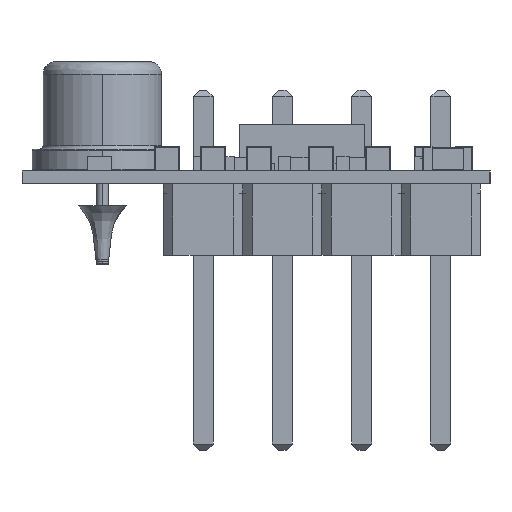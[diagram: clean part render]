
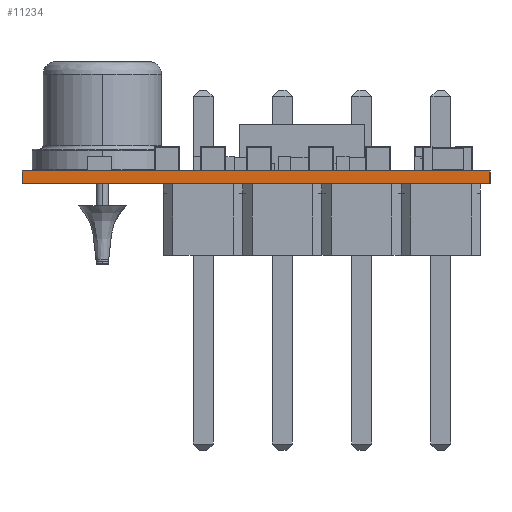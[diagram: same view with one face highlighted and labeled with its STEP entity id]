
A CAD part, left-side view. The second image highlights one B-rep face of the part: STEP entity #11234.
In plain terms, the highlighted planar face has unit normal (-1, 0, 0).
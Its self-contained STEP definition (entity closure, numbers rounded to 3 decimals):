
#2430 = DIRECTION ( 'NONE',  ( 0., 0., 1. ) ) ;
#3995 = CARTESIAN_POINT ( 'NONE',  ( 0., 15., 0.411 ) ) ;
#5449 = CARTESIAN_POINT ( 'NONE',  ( 0., 15., 0. ) ) ;
#5646 = PLANE ( 'NONE',  #28774 ) ;
#6999 = DIRECTION ( 'NONE',  ( 1., 0., 0. ) ) ;
#9144 = VECTOR ( 'NONE', #47699, 1000. ) ;
#9203 = EDGE_LOOP ( 'NONE', ( #31355, #48506, #14516, #38736 ) ) ;
#10085 = LINE ( 'NONE', #27090, #51496 ) ;
#10788 = VECTOR ( 'NONE', #2430, 1000. ) ;
#11234 = ADVANCED_FACE ( 'NONE', ( #39847 ), #5646, .F. ) ;
#14516 = ORIENTED_EDGE ( 'NONE', *, *, #41237, .T. ) ;
#15392 = VERTEX_POINT ( 'NONE', #45572 ) ;
#16514 = EDGE_CURVE ( 'NONE', #30950, #31222, #10085, .T. ) ;
#18348 = LINE ( 'NONE', #39716, #10788 ) ;
#18716 = CARTESIAN_POINT ( 'NONE',  ( 0., 0., 0. ) ) ;
#24166 = CARTESIAN_POINT ( 'NONE',  ( 0., 15., 0. ) ) ;
#27090 = CARTESIAN_POINT ( 'NONE',  ( 0., 0., 0. ) ) ;
#28774 = AXIS2_PLACEMENT_3D ( 'NONE', #53103, #6999, #32383 ) ;
#30153 = DIRECTION ( 'NONE',  ( 0., 1., 0. ) ) ;
#30950 = VERTEX_POINT ( 'NONE', #18716 ) ;
#31222 = VERTEX_POINT ( 'NONE', #24166 ) ;
#31355 = ORIENTED_EDGE ( 'NONE', *, *, #39312, .T. ) ;
#32383 = DIRECTION ( 'NONE',  ( 0., 0., -1. ) ) ;
#32846 = VERTEX_POINT ( 'NONE', #33893 ) ;
#33893 = CARTESIAN_POINT ( 'NONE',  ( 0., 15., 0.411 ) ) ;
#38736 = ORIENTED_EDGE ( 'NONE', *, *, #16514, .F. ) ;
#39103 = LINE ( 'NONE', #5449, #9144 ) ;
#39312 = EDGE_CURVE ( 'NONE', #30950, #15392, #18348, .T. ) ;
#39716 = CARTESIAN_POINT ( 'NONE',  ( 0., 0., 0. ) ) ;
#39847 = FACE_OUTER_BOUND ( 'NONE', #9203, .T. ) ;
#41237 = EDGE_CURVE ( 'NONE', #32846, #31222, #39103, .T. ) ;
#45114 = VECTOR ( 'NONE', #54553, 1000. ) ;
#45572 = CARTESIAN_POINT ( 'NONE',  ( 0., 0., 0.411 ) ) ;
#45716 = LINE ( 'NONE', #3995, #45114 ) ;
#47699 = DIRECTION ( 'NONE',  ( 0., 0., -1. ) ) ;
#48506 = ORIENTED_EDGE ( 'NONE', *, *, #50956, .F. ) ;
#50956 = EDGE_CURVE ( 'NONE', #32846, #15392, #45716, .T. ) ;
#51496 = VECTOR ( 'NONE', #30153, 1000. ) ;
#53103 = CARTESIAN_POINT ( 'NONE',  ( 0., 15., 0. ) ) ;
#54553 = DIRECTION ( 'NONE',  ( 0., -1., 0. ) ) ;
